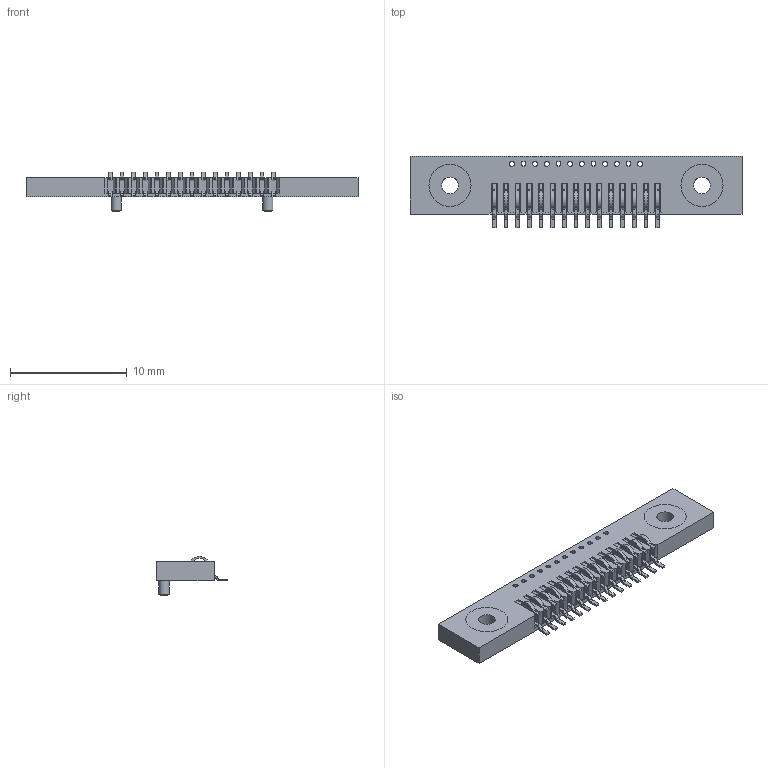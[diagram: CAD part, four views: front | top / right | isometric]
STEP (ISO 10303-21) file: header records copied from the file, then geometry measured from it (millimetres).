
FILE_DESCRIPTION( ( 'STEP AP214' ), ' ' );
FILE_NAME( 'SEI-115-02-GF-S-M-AB.stp', '2018-04-30T21:33:44', ( '' ), ( '' ), ' ', 'PARTsolutions', ' ' );
FILE_SCHEMA( ( 'AUTOMOTIVE_DESIGN { 1 0 10303 214 1 1 1 1 }' ) );
Length unit declared in the file: inch
Products named in the file (4): SEI-115-02-GF-S-M-AB; _SEI-15-02-GF-S-M-AB_t; _SEI-15-02-GF-S-M-AB_p; _SEI-15-02-GF-S-M-AB_i
Assembly tree (4 placements, depth 2):
  SEI-115-02-GF-S-M-AB
    _SEI-15-02-GF-S-M-AB_t
    _SEI-15-02-GF-S-M-AB_p
    _SEI-15-02-GF-S-M-AB_i  x2
Bounding box: 28.48 x 6.1 x 3.38 mm (x, y, z)
Volume: 209.7 mm3; surface area: 791.6 mm2
Topology: 4 solids, 4 shells, 608 faces, 1782 edges, 1188 vertices
Faces by surface type: plane 364, cylinder 242, cone 2
Full cylindrical faces by diameter (mm): 0.889 x2, 1.421 x2, 3.607 x4, 4.318 x4
Entity records: 25034 total; most frequent: CARTESIAN_POINT 3547, ORIENTED_EDGE 3520, DIRECTION 3510, EDGE_CURVE 1760, LINE 1224, VECTOR 1224, VERTEX_POINT 1180, AXIS2_PLACEMENT_3D 1143
